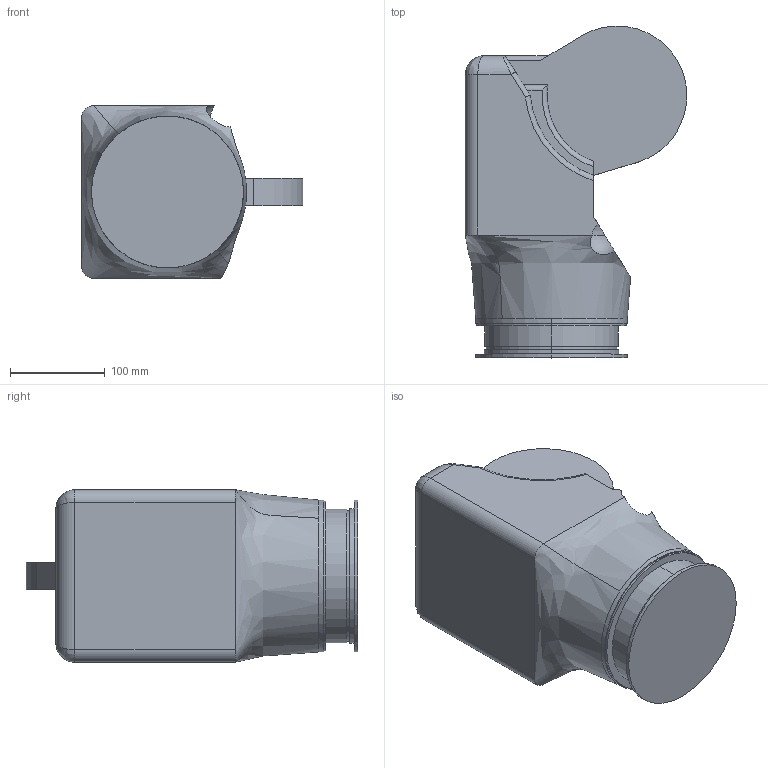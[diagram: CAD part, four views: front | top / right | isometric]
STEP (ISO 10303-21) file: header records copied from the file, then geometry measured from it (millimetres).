
FILE_DESCRIPTION (( 'STEP AP203' ), '1' );
FILE_NAME ('Arm1_Default_sldprt.STEP', '2018-11-27T18:59:48', ( '' ), ( '' ), 'SwSTEP 2.0', 'SolidWorks 2018', '' );
FILE_SCHEMA (( 'CONFIG_CONTROL_DESIGN' ));
Length unit declared in the file: inch
Products named in the file (1): Arm1_Default_sldprt
Bounding box: 234.15 x 350.91 x 182.36 mm (x, y, z)
Volume: 6742012.2 mm3; surface area: 264667.5 mm2
Topology: 1 solids, 1 shells, 67 faces, 167 edges, 105 vertices
Faces by surface type: cylinder 33, plane 22, bspline 6, torus 4, sphere 2
Entity records: 4068 total; most frequent: CARTESIAN_POINT 2457, ORIENTED_EDGE 330, DIRECTION 311, EDGE_CURVE 165, AXIS2_PLACEMENT_3D 117, VERTEX_POINT 105, VECTOR 77, LINE 77
